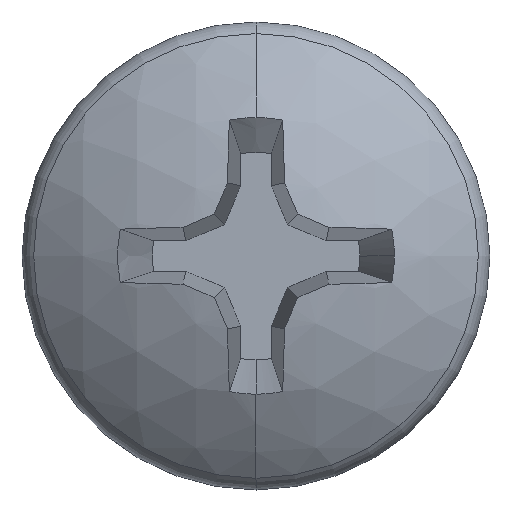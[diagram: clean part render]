
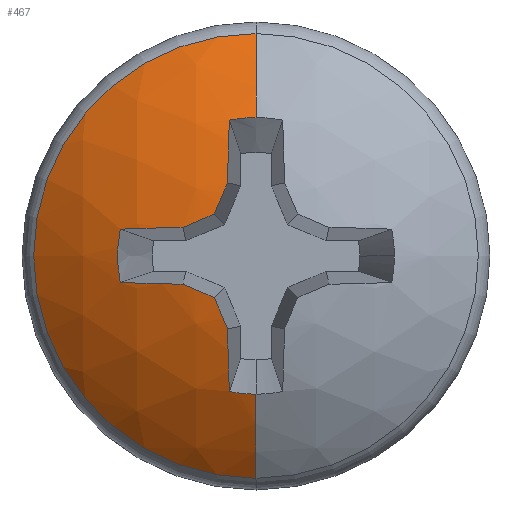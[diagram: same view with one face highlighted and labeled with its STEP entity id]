
A CAD part, top view. The second image highlights one B-rep face of the part: STEP entity #467.
In plain terms, the highlighted spherical face has radius 5.8 mm.
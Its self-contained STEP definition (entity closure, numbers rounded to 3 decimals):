
#17 = ORIENTED_EDGE ( 'NONE', *, *, #437, .F. ) ;
#35 = CARTESIAN_POINT ( 'NONE',  ( -0.397, 0.164, 7.362 ) ) ;
#57 = DIRECTION ( 'NONE',  ( 0.381, 0.92, 0.087 ) ) ;
#105 = CARTESIAN_POINT ( 'NONE',  ( 0., 0.007, 7.401 ) ) ;
#123 = EDGE_CURVE ( 'NONE', #1859, #4002, #261, .T. ) ;
#178 = AXIS2_PLACEMENT_3D ( 'NONE', #35, #1987, #5097 ) ;
#202 = CARTESIAN_POINT ( 'NONE',  ( -0.714, -0.714, 13.111 ) ) ;
#211 = CIRCLE ( 'NONE', #2330, 5.784 ) ;
#261 = CIRCLE ( 'NONE', #1744, 2.365 ) ;
#277 = VERTEX_POINT ( 'NONE', #202 ) ;
#331 = VERTEX_POINT ( 'NONE', #2151 ) ;
#395 = CARTESIAN_POINT ( 'NONE',  ( 0., 0., 7.4 ) ) ;
#437 = EDGE_CURVE ( 'NONE', #883, #4558, #1715, .T. ) ;
#447 = DIRECTION ( 'NONE',  ( 1., 0., 0. ) ) ;
#460 = VERTEX_POINT ( 'NONE', #4595 ) ;
#467 = ADVANCED_FACE ( 'NONE', ( #700 ), #1354, .T. ) ;
#484 = CARTESIAN_POINT ( 'NONE',  ( -0.456, 2.321, 12.696 ) ) ;
#520 = AXIS2_PLACEMENT_3D ( 'NONE', #1576, #4336, #4735 ) ;
#615 = DIRECTION ( 'NONE',  ( 0., 0., 1. ) ) ;
#695 = CARTESIAN_POINT ( 'NONE',  ( -0.397, -0.164, 7.362 ) ) ;
#700 = FACE_OUTER_BOUND ( 'NONE', #2471, .T. ) ;
#844 = EDGE_CURVE ( 'NONE', #331, #4273, #2627, .T. ) ;
#850 = CIRCLE ( 'NONE', #520, 5.8 ) ;
#862 = ORIENTED_EDGE ( 'NONE', *, *, #4750, .F. ) ;
#883 = VERTEX_POINT ( 'NONE', #4059 ) ;
#888 = VERTEX_POINT ( 'NONE', #2963 ) ;
#894 = ORIENTED_EDGE ( 'NONE', *, *, #2363, .F. ) ;
#930 = DIRECTION ( 'NONE',  ( 0., 0., 1. ) ) ;
#1026 = CARTESIAN_POINT ( 'NONE',  ( -0.456, -2.321, 12.696 ) ) ;
#1055 = DIRECTION ( 'NONE',  ( -0.383, 0.924, 0. ) ) ;
#1076 = EDGE_CURVE ( 'NONE', #1547, #331, #3064, .T. ) ;
#1103 = DIRECTION ( 'NONE',  ( 0.996, 0., 0.087 ) ) ;
#1207 = CIRCLE ( 'NONE', #1236, 2.365 ) ;
#1236 = AXIS2_PLACEMENT_3D ( 'NONE', #4916, #615, #3752 ) ;
#1284 = EDGE_CURVE ( 'NONE', #3079, #277, #211, .T. ) ;
#1288 = ORIENTED_EDGE ( 'NONE', *, *, #4679, .F. ) ;
#1299 = DIRECTION ( 'NONE',  ( -1., 0., 0. ) ) ;
#1305 = DIRECTION ( 'NONE',  ( -1., 0., 0. ) ) ;
#1347 = DIRECTION ( 'NONE',  ( -1., 0., 0. ) ) ;
#1354 = SPHERICAL_SURFACE ( 'NONE', #2454, 5.8 ) ;
#1360 = AXIS2_PLACEMENT_3D ( 'NONE', #2842, #3630, #4070 ) ;
#1379 = CIRCLE ( 'NONE', #1360, 5.784 ) ;
#1426 = EDGE_CURVE ( 'NONE', #4558, #4273, #1207, .T. ) ;
#1435 = DIRECTION ( 'NONE',  ( -1., 0., 0. ) ) ;
#1452 = CIRCLE ( 'NONE', #1904, 5.8 ) ;
#1520 = CIRCLE ( 'NONE', #2439, 5.784 ) ;
#1547 = VERTEX_POINT ( 'NONE', #4105 ) ;
#1576 = CARTESIAN_POINT ( 'NONE',  ( 0., -0.007, 7.401 ) ) ;
#1643 = CIRCLE ( 'NONE', #178, 5.784 ) ;
#1656 = ORIENTED_EDGE ( 'NONE', *, *, #3320, .F. ) ;
#1715 = CIRCLE ( 'NONE', #4673, 5.8 ) ;
#1744 = AXIS2_PLACEMENT_3D ( 'NONE', #3677, #4096, #1299 ) ;
#1746 = CARTESIAN_POINT ( 'NONE',  ( -2.321, -0.456, 12.696 ) ) ;
#1780 = ORIENTED_EDGE ( 'NONE', *, *, #2143, .F. ) ;
#1859 = VERTEX_POINT ( 'NONE', #3704 ) ;
#1898 = AXIS2_PLACEMENT_3D ( 'NONE', #4852, #1347, #2131 ) ;
#1904 = AXIS2_PLACEMENT_3D ( 'NONE', #105, #4052, #3271 ) ;
#1975 = ORIENTED_EDGE ( 'NONE', *, *, #1076, .T. ) ;
#1987 = DIRECTION ( 'NONE',  ( 0.92, -0.381, 0.087 ) ) ;
#2029 = CARTESIAN_POINT ( 'NONE',  ( -0.164, -0.397, 7.362 ) ) ;
#2131 = DIRECTION ( 'NONE',  ( 0., -1., 0. ) ) ;
#2137 = CIRCLE ( 'NONE', #2594, 2.365 ) ;
#2143 = EDGE_CURVE ( 'NONE', #1547, #888, #3593, .T. ) ;
#2151 = CARTESIAN_POINT ( 'NONE',  ( 0., -3.802, 11.78 ) ) ;
#2250 = CARTESIAN_POINT ( 'NONE',  ( 0., 0., 7.4 ) ) ;
#2271 = AXIS2_PLACEMENT_3D ( 'NONE', #395, #447, #3979 ) ;
#2330 = AXIS2_PLACEMENT_3D ( 'NONE', #2029, #57, #3194 ) ;
#2363 = EDGE_CURVE ( 'NONE', #3943, #460, #4780, .T. ) ;
#2383 = CARTESIAN_POINT ( 'NONE',  ( -1.247, 0.486, 13.043 ) ) ;
#2439 = AXIS2_PLACEMENT_3D ( 'NONE', #695, #3437, #1055 ) ;
#2454 = AXIS2_PLACEMENT_3D ( 'NONE', #2250, #1435, #3463 ) ;
#2471 = EDGE_LOOP ( 'NONE', ( #1975, #5120, #4888, #17, #1288, #2864, #4749, #2549, #862, #3951, #1656, #894, #4390, #1780 ) ) ;
#2549 = ORIENTED_EDGE ( 'NONE', *, *, #123, .F. ) ;
#2594 = AXIS2_PLACEMENT_3D ( 'NONE', #3665, #930, #1305 ) ;
#2627 = CIRCLE ( 'NONE', #1898, 5.8 ) ;
#2646 = EDGE_CURVE ( 'NONE', #3099, #3321, #1379, .T. ) ;
#2667 = EDGE_CURVE ( 'NONE', #4002, #3079, #1452, .T. ) ;
#2842 = CARTESIAN_POINT ( 'NONE',  ( -0.164, 0.397, 7.362 ) ) ;
#2864 = ORIENTED_EDGE ( 'NONE', *, *, #1284, .F. ) ;
#2963 = CARTESIAN_POINT ( 'NONE',  ( 0., 2.365, 12.696 ) ) ;
#3013 = EDGE_CURVE ( 'NONE', #888, #3943, #2137, .T. ) ;
#3064 = CIRCLE ( 'NONE', #3729, 3.802 ) ;
#3079 = VERTEX_POINT ( 'NONE', #3711 ) ;
#3083 = CARTESIAN_POINT ( 'NONE',  ( 0., 0., 11.78 ) ) ;
#3099 = VERTEX_POINT ( 'NONE', #4577 ) ;
#3194 = DIRECTION ( 'NONE',  ( -0.924, 0.383, 0. ) ) ;
#3271 = DIRECTION ( 'NONE',  ( 0., -0.087, 0.996 ) ) ;
#3320 = EDGE_CURVE ( 'NONE', #460, #3099, #1643, .T. ) ;
#3321 = VERTEX_POINT ( 'NONE', #2383 ) ;
#3437 = DIRECTION ( 'NONE',  ( 0.92, 0.381, 0.087 ) ) ;
#3463 = DIRECTION ( 'NONE',  ( 0., 1., 0. ) ) ;
#3593 = CIRCLE ( 'NONE', #2271, 5.8 ) ;
#3630 = DIRECTION ( 'NONE',  ( 0.381, -0.92, 0.087 ) ) ;
#3665 = CARTESIAN_POINT ( 'NONE',  ( 0., 0., 12.696 ) ) ;
#3677 = CARTESIAN_POINT ( 'NONE',  ( 0., 0., 12.696 ) ) ;
#3704 = CARTESIAN_POINT ( 'NONE',  ( -2.321, 0.456, 12.696 ) ) ;
#3711 = CARTESIAN_POINT ( 'NONE',  ( -1.247, -0.486, 13.043 ) ) ;
#3729 = AXIS2_PLACEMENT_3D ( 'NONE', #3083, #3905, #4640 ) ;
#3752 = DIRECTION ( 'NONE',  ( 0., 1., 0. ) ) ;
#3789 = DIRECTION ( 'NONE',  ( 0.087, 0., -0.996 ) ) ;
#3905 = DIRECTION ( 'NONE',  ( 0., 0., 1. ) ) ;
#3943 = VERTEX_POINT ( 'NONE', #484 ) ;
#3951 = ORIENTED_EDGE ( 'NONE', *, *, #2646, .F. ) ;
#3979 = DIRECTION ( 'NONE',  ( 0., 0., -1. ) ) ;
#4002 = VERTEX_POINT ( 'NONE', #1746 ) ;
#4052 = DIRECTION ( 'NONE',  ( 0., 0.996, 0.087 ) ) ;
#4059 = CARTESIAN_POINT ( 'NONE',  ( -0.486, -1.247, 13.043 ) ) ;
#4070 = DIRECTION ( 'NONE',  ( 0.924, 0.383, 0. ) ) ;
#4096 = DIRECTION ( 'NONE',  ( 0., 0., 1. ) ) ;
#4105 = CARTESIAN_POINT ( 'NONE',  ( 0., 3.802, 11.78 ) ) ;
#4106 = AXIS2_PLACEMENT_3D ( 'NONE', #4173, #5022, #4550 ) ;
#4173 = CARTESIAN_POINT ( 'NONE',  ( 0.007, 0., 7.401 ) ) ;
#4273 = VERTEX_POINT ( 'NONE', #5030 ) ;
#4336 = DIRECTION ( 'NONE',  ( 0., -0.996, 0.087 ) ) ;
#4390 = ORIENTED_EDGE ( 'NONE', *, *, #3013, .F. ) ;
#4550 = DIRECTION ( 'NONE',  ( 0.087, 0., -0.996 ) ) ;
#4558 = VERTEX_POINT ( 'NONE', #1026 ) ;
#4577 = CARTESIAN_POINT ( 'NONE',  ( -0.714, 0.714, 13.111 ) ) ;
#4595 = CARTESIAN_POINT ( 'NONE',  ( -0.486, 1.247, 13.043 ) ) ;
#4640 = DIRECTION ( 'NONE',  ( 0., -1., 0. ) ) ;
#4647 = CARTESIAN_POINT ( 'NONE',  ( 0.007, 0., 7.401 ) ) ;
#4673 = AXIS2_PLACEMENT_3D ( 'NONE', #4647, #1103, #3789 ) ;
#4679 = EDGE_CURVE ( 'NONE', #277, #883, #1520, .T. ) ;
#4735 = DIRECTION ( 'NONE',  ( 0., -0.087, -0.996 ) ) ;
#4749 = ORIENTED_EDGE ( 'NONE', *, *, #2667, .F. ) ;
#4750 = EDGE_CURVE ( 'NONE', #3321, #1859, #850, .T. ) ;
#4780 = CIRCLE ( 'NONE', #4106, 5.8 ) ;
#4852 = CARTESIAN_POINT ( 'NONE',  ( 0., 0., 7.4 ) ) ;
#4888 = ORIENTED_EDGE ( 'NONE', *, *, #1426, .F. ) ;
#4916 = CARTESIAN_POINT ( 'NONE',  ( 0., 0., 12.696 ) ) ;
#5022 = DIRECTION ( 'NONE',  ( 0.996, 0., 0.087 ) ) ;
#5030 = CARTESIAN_POINT ( 'NONE',  ( 0., -2.365, 12.696 ) ) ;
#5097 = DIRECTION ( 'NONE',  ( 0.383, 0.924, 0. ) ) ;
#5120 = ORIENTED_EDGE ( 'NONE', *, *, #844, .T. ) ;
